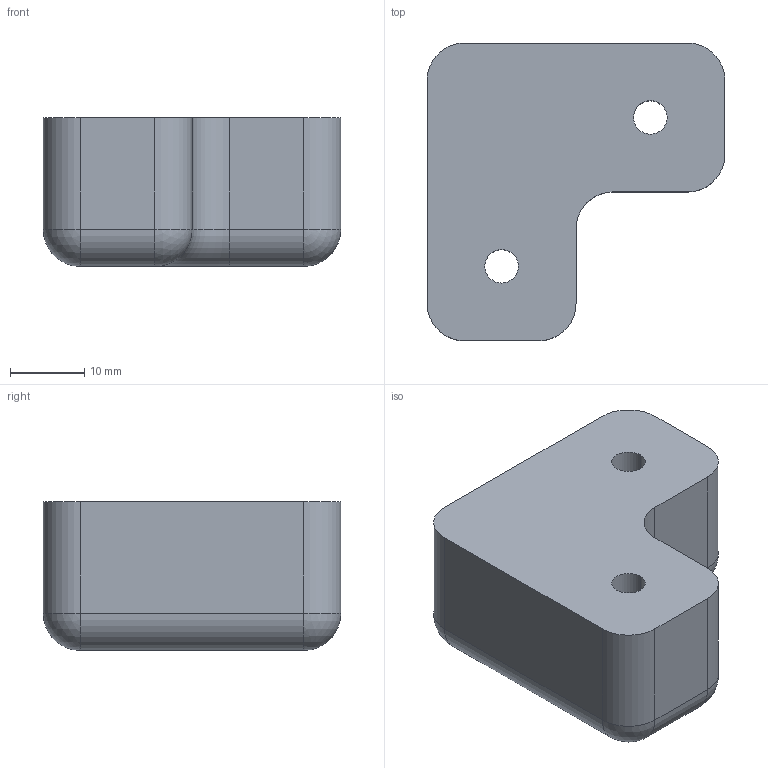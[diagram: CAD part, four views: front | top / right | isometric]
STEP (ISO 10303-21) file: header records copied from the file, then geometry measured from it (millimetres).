
FILE_DESCRIPTION (( 'STEP AP214' ), '1' );
FILE_NAME ('Foot.STEP', '2024-08-29T19:58:09', ( '' ), ( '' ), 'SwSTEP 2.0', 'SolidWorks 2024', '' );
FILE_SCHEMA (( 'AUTOMOTIVE_DESIGN' ));
Length unit declared in the file: millimetre
Products named in the file (1): Foot
Bounding box: 40 x 40 x 20 mm (x, y, z)
Volume: 21839.3 mm3; surface area: 5584.5 mm2
Topology: 1 solids, 1 shells, 36 faces, 84 edges, 47 vertices
Faces by surface type: cylinder 20, plane 10, sphere 5, torus 1
Entity records: 1019 total; most frequent: DIRECTION 194, CARTESIAN_POINT 163, ORIENTED_EDGE 158, EDGE_CURVE 79, AXIS2_PLACEMENT_3D 78, VERTEX_POINT 47, EDGE_LOOP 42, CIRCLE 41
